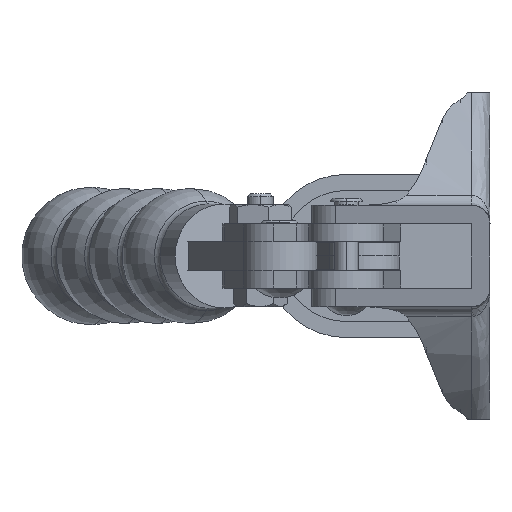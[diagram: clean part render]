
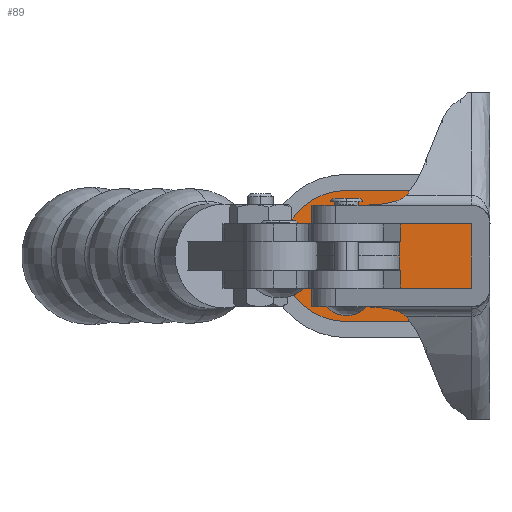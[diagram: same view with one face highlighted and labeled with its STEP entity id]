
A CAD part, left-side view. The second image highlights one B-rep face of the part: STEP entity #89.
In plain terms, the highlighted planar face has unit normal (-1, 0, 0).
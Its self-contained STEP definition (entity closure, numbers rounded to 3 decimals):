
#58 = EDGE_CURVE ( 'NONE', #11167, #10846, #416, .T. ) ;
#60 = EDGE_CURVE ( 'NONE', #4909, #5331, #12246, .T. ) ;
#61 = EDGE_CURVE ( 'NONE', #4909, #4921, #12321, .T. ) ;
#89 = ADVANCED_FACE ( 'NONE', ( #11310, #11321 ), #11851, .T. ) ;
#133 = EDGE_CURVE ( 'NONE', #4877, #5331, #433, .T. ) ;
#139 = EDGE_CURVE ( 'NONE', #4877, #4921, #2554, .T. ) ;
#416 = CIRCLE ( 'NONE', #11350, 7.15 ) ;
#433 = CIRCLE ( 'NONE', #11270, 11.25 ) ;
#572 = CIRCLE ( 'NONE', #6204, 7.15 ) ;
#1167 = EDGE_LOOP ( 'NONE', ( #5022, #4941, #5114, #5118 ) ) ;
#1495 = EDGE_LOOP ( 'NONE', ( #5027, #5023 ) ) ;
#2552 = CARTESIAN_POINT ( 'NONE',  ( 13.601, -11.25, 9.026 ) ) ;
#2554 = LINE ( 'NONE', #2552, #11265 ) ;
#2919 = DIRECTION ( 'NONE',  ( 0., 0., -1. ) ) ;
#3655 = CARTESIAN_POINT ( 'NONE',  ( 13.601, 0., 14.25 ) ) ;
#3727 = CARTESIAN_POINT ( 'NONE',  ( 13.601, 0., 28.55 ) ) ;
#4750 = EDGE_CURVE ( 'NONE', #10846, #11167, #572, .T. ) ;
#4877 = VERTEX_POINT ( 'NONE', #8449 ) ;
#4909 = VERTEX_POINT ( 'NONE', #8479 ) ;
#4921 = VERTEX_POINT ( 'NONE', #8491 ) ;
#4941 = ORIENTED_EDGE ( 'NONE', *, *, #61, .T. ) ;
#5022 = ORIENTED_EDGE ( 'NONE', *, *, #60, .F. ) ;
#5023 = ORIENTED_EDGE ( 'NONE', *, *, #58, .F. ) ;
#5027 = ORIENTED_EDGE ( 'NONE', *, *, #4750, .F. ) ;
#5114 = ORIENTED_EDGE ( 'NONE', *, *, #139, .F. ) ;
#5118 = ORIENTED_EDGE ( 'NONE', *, *, #133, .T. ) ;
#5331 = VERTEX_POINT ( 'NONE', #8732 ) ;
#6204 = AXIS2_PLACEMENT_3D ( 'NONE', #8335, #8336, #8337 ) ;
#8335 = CARTESIAN_POINT ( 'NONE',  ( 13.601, 0., 21.4 ) ) ;
#8336 = DIRECTION ( 'NONE',  ( -1., 0., 0. ) ) ;
#8337 = DIRECTION ( 'NONE',  ( 0., 0., -1. ) ) ;
#8449 = CARTESIAN_POINT ( 'NONE',  ( 13.601, -11.25, 21.4 ) ) ;
#8479 = CARTESIAN_POINT ( 'NONE',  ( 13.601, 11.25, 0. ) ) ;
#8491 = CARTESIAN_POINT ( 'NONE',  ( 13.601, -11.25, 0. ) ) ;
#8732 = CARTESIAN_POINT ( 'NONE',  ( 13.601, 11.25, 21.4 ) ) ;
#10846 = VERTEX_POINT ( 'NONE', #3655 ) ;
#11167 = VERTEX_POINT ( 'NONE', #3727 ) ;
#11265 = VECTOR ( 'NONE', #2919, 1000. ) ;
#11266 = VECTOR ( 'NONE', #12316, 1000. ) ;
#11270 = AXIS2_PLACEMENT_3D ( 'NONE', #12327, #12119, #12249 ) ;
#11310 = FACE_BOUND ( 'NONE', #1495, .T. ) ;
#11315 = VECTOR ( 'NONE', #12406, 1000. ) ;
#11321 = FACE_OUTER_BOUND ( 'NONE', #1167, .T. ) ;
#11335 = AXIS2_PLACEMENT_3D ( 'NONE', #12423, #12083, #12038 ) ;
#11350 = AXIS2_PLACEMENT_3D ( 'NONE', #11783, #11816, #11814 ) ;
#11783 = CARTESIAN_POINT ( 'NONE',  ( 13.601, 0., 21.4 ) ) ;
#11814 = DIRECTION ( 'NONE',  ( 0., 0., -1. ) ) ;
#11816 = DIRECTION ( 'NONE',  ( -1., 0., 0. ) ) ;
#11851 = PLANE ( 'NONE',  #11335 ) ;
#12038 = DIRECTION ( 'NONE',  ( 0., 0., 1. ) ) ;
#12083 = DIRECTION ( 'NONE',  ( -1., 0., 0. ) ) ;
#12096 = CARTESIAN_POINT ( 'NONE',  ( 13.601, 0., 0. ) ) ;
#12119 = DIRECTION ( 'NONE',  ( -1., 0., 0. ) ) ;
#12246 = LINE ( 'NONE', #12317, #11315 ) ;
#12249 = DIRECTION ( 'NONE',  ( 0., 0., -1. ) ) ;
#12316 = DIRECTION ( 'NONE',  ( 0., -1., 0. ) ) ;
#12317 = CARTESIAN_POINT ( 'NONE',  ( 13.601, 11.25, 9.026 ) ) ;
#12321 = LINE ( 'NONE', #12096, #11266 ) ;
#12327 = CARTESIAN_POINT ( 'NONE',  ( 13.601, 0., 21.4 ) ) ;
#12406 = DIRECTION ( 'NONE',  ( 0., 0., 1. ) ) ;
#12423 = CARTESIAN_POINT ( 'NONE',  ( 13.601, -11.25, 0. ) ) ;
